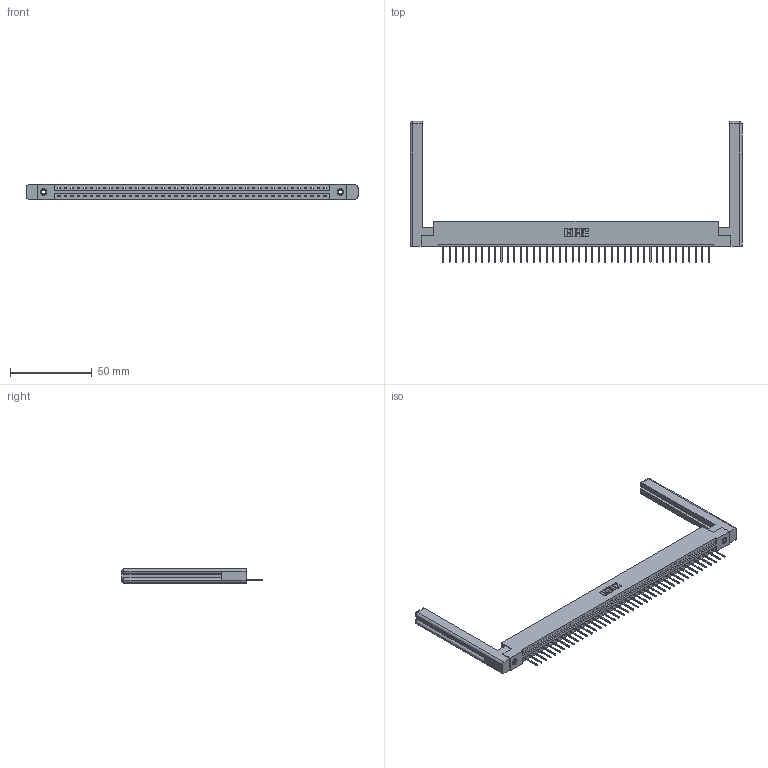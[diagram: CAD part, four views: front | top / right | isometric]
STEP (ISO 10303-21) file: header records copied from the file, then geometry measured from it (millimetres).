
FILE_DESCRIPTION (( 'STEP AP203' ), '1' );
FILE_NAME ('387-042-523-158.STEP', '2019-10-04T20:42:15', ( '' ), ( '' ), 'SwSTEP 2.0', 'SolidWorks 2016', '' );
FILE_SCHEMA (( 'CONFIG_CONTROL_DESIGN' ));
Length unit declared in the file: inch
Products named in the file (5): 307-220-058; 345-250-001_345-250-001-102; 337 Part_Flush Mounting Lugs - 0.156 Dia-TI; 345-292-001_345-293-123; 387-042-523-158
Assembly tree (47 placements, depth 2):
  387-042-523-158
    337 Part_Flush Mounting Lugs - 0.156 Dia-TI
    345-292-001_345-293-123  x42
    345-250-001_345-250-001-102  x2
    307-220-058  x2
Bounding box: 203.05 x 86.24 x 9.4 mm (x, y, z)
Volume: 28249.3 mm3; surface area: 27040.5 mm2
Topology: 47 solids, 47 shells, 2860 faces, 8561 edges, 5638 vertices
Faces by surface type: plane 2086, cylinder 750, cone 12, torus 12
Entity records: 33872 total; most frequent: CARTESIAN_POINT 5899, ORIENTED_EDGE 5816, DIRECTION 4984, EDGE_CURVE 2908, LINE 2732, VECTOR 2732, VERTEX_POINT 1930, AXIS2_PLACEMENT_3D 1126
